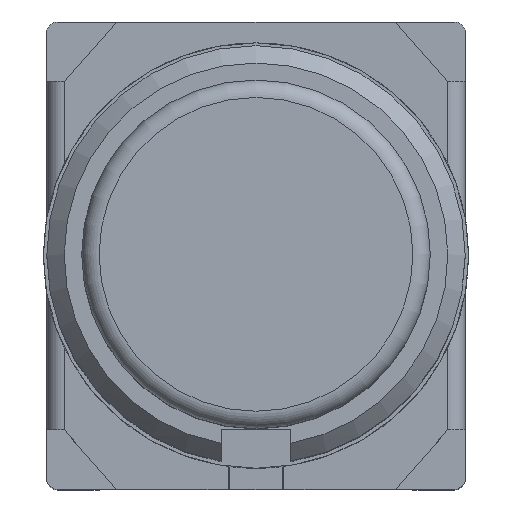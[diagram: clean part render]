
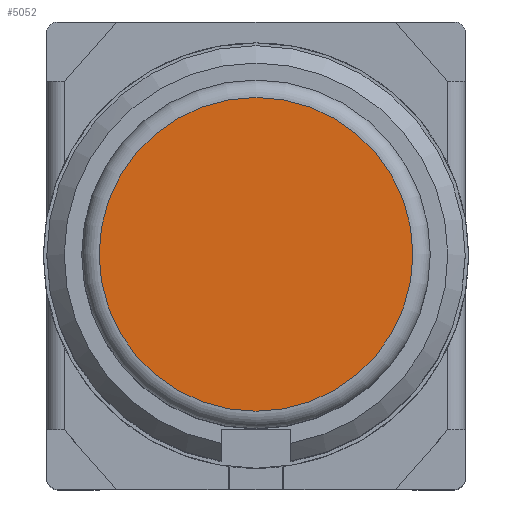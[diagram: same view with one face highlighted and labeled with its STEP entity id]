
A CAD part, top view. The second image highlights one B-rep face of the part: STEP entity #5052.
In plain terms, the highlighted planar face has unit normal (0, 0, 1).
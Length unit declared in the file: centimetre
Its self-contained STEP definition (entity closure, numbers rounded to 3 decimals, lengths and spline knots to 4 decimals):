
#56=PLANE('',#5350);
#1549=FACE_OUTER_BOUND('',#1829,.T.);
#1829=EDGE_LOOP('',(#3535));
#2134=CIRCLE('',#5347,0.45);
#2273=VERTEX_POINT('',#7253);
#2768=EDGE_CURVE('',#2273,#2273,#2134,.T.);
#3535=ORIENTED_EDGE('',*,*,#2768,.F.);
#5052=ADVANCED_FACE('',(#1549),#56,.F.);
#5347=AXIS2_PLACEMENT_3D('',#7255,#5784,#5785);
#5350=AXIS2_PLACEMENT_3D('',#7260,#5791,#5792);
#5784=DIRECTION('center_axis',(0.,0.,
-1.));
#5785=DIRECTION('ref_axis',(1.,0.,0.));
#5791=DIRECTION('center_axis',(0.,0.,
-1.));
#5792=DIRECTION('ref_axis',(1.,0.,0.));
#7253=CARTESIAN_POINT('',(-0.45,0.,3.23));
#7255=CARTESIAN_POINT('Origin',(0.,0.,
3.23));
#7260=CARTESIAN_POINT('Origin',(0.,0.,
3.23));
